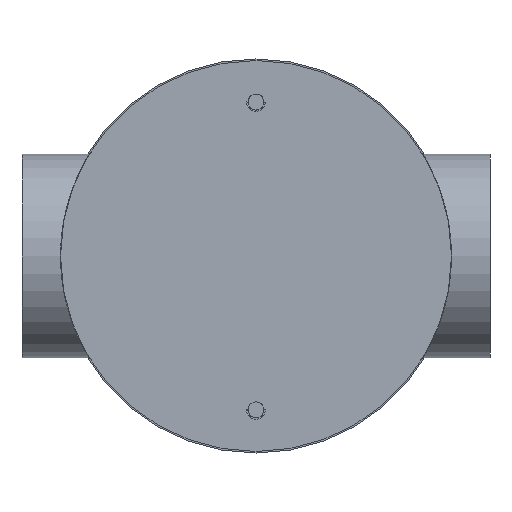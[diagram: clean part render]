
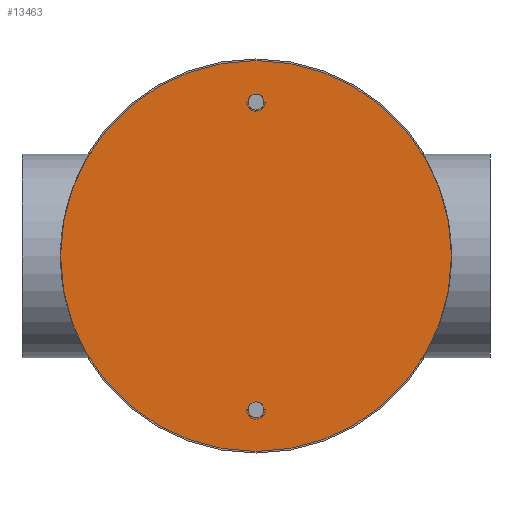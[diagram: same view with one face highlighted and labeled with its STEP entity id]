
A CAD part, front view. The second image highlights one B-rep face of the part: STEP entity #13463.
In plain terms, the highlighted planar face has unit normal (0, -1, 0).
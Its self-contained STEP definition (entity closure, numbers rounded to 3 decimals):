
#84 = DIRECTION ( 'NONE',  ( 0., 0., -1. ) ) ;
#595 = CARTESIAN_POINT ( 'NONE',  ( 0., -57.205, -52.6 ) ) ;
#947 = CARTESIAN_POINT ( 'NONE',  ( 0., -57.205, 0. ) ) ;
#1288 = ORIENTED_EDGE ( 'NONE', *, *, #12199, .F. ) ;
#1328 = CARTESIAN_POINT ( 'NONE',  ( 0., -57.205, 50. ) ) ;
#1930 = EDGE_CURVE ( 'NONE', #9131, #9131, #9274, .T. ) ;
#2021 = AXIS2_PLACEMENT_3D ( 'NONE', #947, #9380, #10336 ) ;
#2126 = AXIS2_PLACEMENT_3D ( 'NONE', #1328, #4580, #84 ) ;
#3004 = DIRECTION ( 'NONE',  ( 0., -1., 0. ) ) ;
#3082 = PLANE ( 'NONE',  #2021 ) ;
#3217 = FACE_BOUND ( 'NONE', #6884, .T. ) ;
#3535 = AXIS2_PLACEMENT_3D ( 'NONE', #3787, #5801, #13148 ) ;
#3614 = EDGE_LOOP ( 'NONE', ( #1288 ) ) ;
#3645 = CARTESIAN_POINT ( 'NONE',  ( 0., -57.205, 47.4 ) ) ;
#3787 = CARTESIAN_POINT ( 'NONE',  ( 0., -57.205, 0. ) ) ;
#4580 = DIRECTION ( 'NONE',  ( 0., -1., 0. ) ) ;
#4889 = CIRCLE ( 'NONE', #10169, 2.6 ) ;
#5290 = CARTESIAN_POINT ( 'NONE',  ( 0., -57.205, -50. ) ) ;
#5801 = DIRECTION ( 'NONE',  ( 0., 1., 0. ) ) ;
#6008 = EDGE_LOOP ( 'NONE', ( #7844 ) ) ;
#6755 = VERTEX_POINT ( 'NONE', #595 ) ;
#6884 = EDGE_LOOP ( 'NONE', ( #10250 ) ) ;
#7451 = FACE_OUTER_BOUND ( 'NONE', #6008, .T. ) ;
#7844 = ORIENTED_EDGE ( 'NONE', *, *, #1930, .F. ) ;
#8833 = VERTEX_POINT ( 'NONE', #3645 ) ;
#9131 = VERTEX_POINT ( 'NONE', #10219 ) ;
#9274 = CIRCLE ( 'NONE', #3535, 63.5 ) ;
#9380 = DIRECTION ( 'NONE',  ( 0., 1., 0. ) ) ;
#10169 = AXIS2_PLACEMENT_3D ( 'NONE', #5290, #3004, #11489 ) ;
#10192 = EDGE_CURVE ( 'NONE', #8833, #8833, #12903, .T. ) ;
#10219 = CARTESIAN_POINT ( 'NONE',  ( 0., -57.205, 63.5 ) ) ;
#10250 = ORIENTED_EDGE ( 'NONE', *, *, #10192, .F. ) ;
#10336 = DIRECTION ( 'NONE',  ( 0., 0., 1. ) ) ;
#11366 = FACE_BOUND ( 'NONE', #3614, .T. ) ;
#11489 = DIRECTION ( 'NONE',  ( 0., 0., -1. ) ) ;
#12199 = EDGE_CURVE ( 'NONE', #6755, #6755, #4889, .T. ) ;
#12903 = CIRCLE ( 'NONE', #2126, 2.6 ) ;
#13148 = DIRECTION ( 'NONE',  ( 0., 0., 1. ) ) ;
#13463 = ADVANCED_FACE ( 'NONE', ( #3217, #11366, #7451 ), #3082, .F. ) ;
